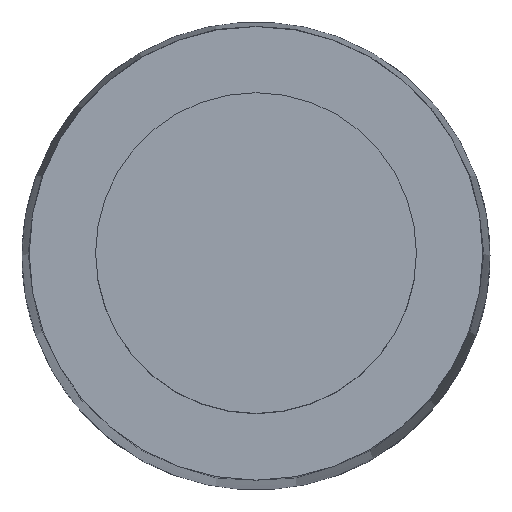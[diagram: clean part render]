
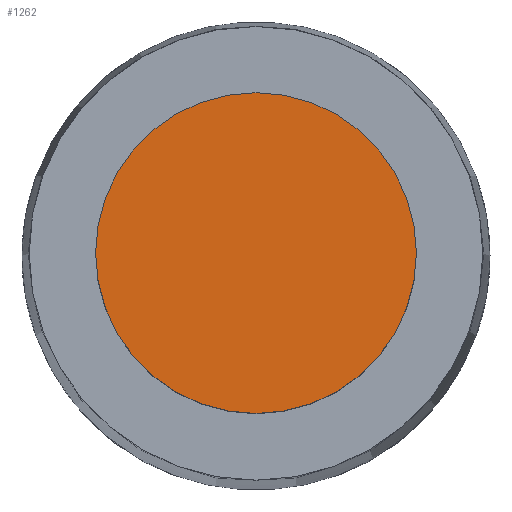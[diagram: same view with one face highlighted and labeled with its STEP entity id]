
A CAD part, top view. The second image highlights one B-rep face of the part: STEP entity #1262.
In plain terms, the highlighted planar face has unit normal (0, 0, 1).
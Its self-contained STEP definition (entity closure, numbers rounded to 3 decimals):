
#682 = CYLINDRICAL_SURFACE('',#683,0.026);
#683 = AXIS2_PLACEMENT_3D('',#684,#685,#686);
#684 = CARTESIAN_POINT('',(0.,0.,0.288));
#685 = DIRECTION('',(-0.,-0.,-1.));
#686 = DIRECTION('',(1.,0.,0.));
#1026 = VERTEX_POINT('',#1027);
#1027 = CARTESIAN_POINT('',(0.026,0.,
    0.313));
#1048 = EDGE_CURVE('',#1026,#1026,#1049,.T.);
#1049 = SURFACE_CURVE('',#1050,(#1055,#1062),.PCURVE_S1.);
#1050 = CIRCLE('',#1051,0.026);
#1051 = AXIS2_PLACEMENT_3D('',#1052,#1053,#1054);
#1052 = CARTESIAN_POINT('',(0.,0.,0.313));
#1053 = DIRECTION('',(0.,0.,1.));
#1054 = DIRECTION('',(1.,0.,0.));
#1055 = PCURVE('',#682,#1056);
#1056 = DEFINITIONAL_REPRESENTATION('',(#1057),#1061);
#1057 = LINE('',#1058,#1059);
#1058 = CARTESIAN_POINT('',(-0.,-0.025));
#1059 = VECTOR('',#1060,1.);
#1060 = DIRECTION('',(-1.,0.));
#1061 = ( GEOMETRIC_REPRESENTATION_CONTEXT(2) 
PARAMETRIC_REPRESENTATION_CONTEXT() REPRESENTATION_CONTEXT('2D SPACE',''
  ) );
#1062 = PCURVE('',#1063,#1068);
#1063 = PLANE('',#1064);
#1064 = AXIS2_PLACEMENT_3D('',#1065,#1066,#1067);
#1065 = CARTESIAN_POINT('',(0.,0.,
    0.313));
#1066 = DIRECTION('',(0.,0.,1.));
#1067 = DIRECTION('',(1.,0.,0.));
#1068 = DEFINITIONAL_REPRESENTATION('',(#1069),#1073);
#1069 = CIRCLE('',#1070,0.026);
#1070 = AXIS2_PLACEMENT_2D('',#1071,#1072);
#1071 = CARTESIAN_POINT('',(0.,0.));
#1072 = DIRECTION('',(1.,0.));
#1073 = ( GEOMETRIC_REPRESENTATION_CONTEXT(2) 
PARAMETRIC_REPRESENTATION_CONTEXT() REPRESENTATION_CONTEXT('2D SPACE',''
  ) );
#1262 = ADVANCED_FACE('',(#1263),#1063,.T.);
#1263 = FACE_BOUND('',#1264,.T.);
#1264 = EDGE_LOOP('',(#1265));
#1265 = ORIENTED_EDGE('',*,*,#1048,.T.);
